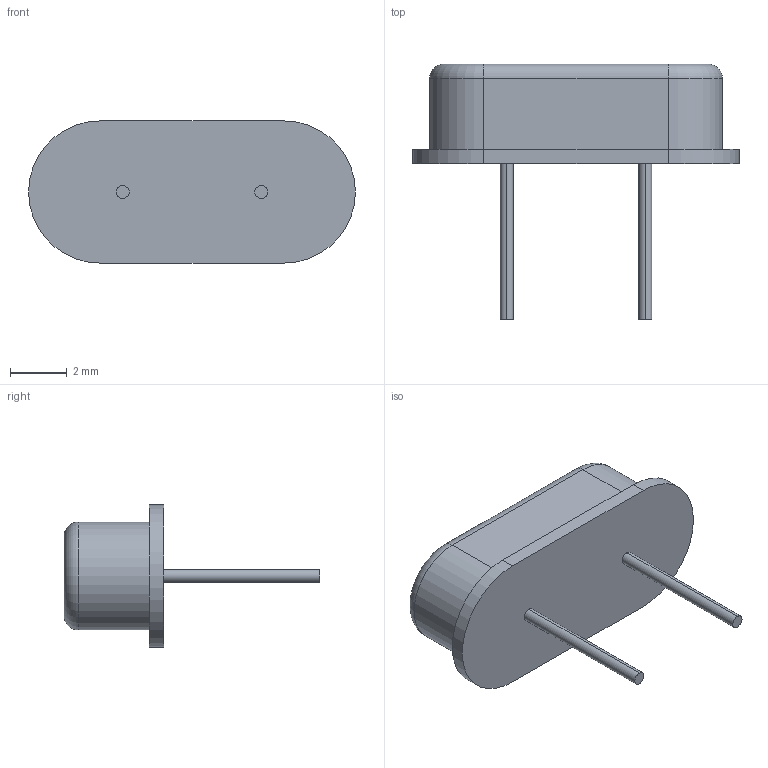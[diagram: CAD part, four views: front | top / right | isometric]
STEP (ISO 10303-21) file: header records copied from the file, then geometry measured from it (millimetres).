
FILE_DESCRIPTION (( 'STEP AP214' ), '1' );
FILE_NAME ('ABLS-8.000MHZ-B2-T.STEP', '2022-02-16T05:12:24', ( '' ), ( '' ), 'SwSTEP 2.0', 'SolidWorks 2018', '' );
FILE_SCHEMA (( 'AUTOMOTIVE_DESIGN' ));
Length unit declared in the file: millimetre
Products named in the file (2): ABLS-8.000MHZ-B2-T
Bounding box: 11.5 x 9 x 5 mm (x, y, z)
Volume: 134.7 mm3; surface area: 203.8 mm2
Topology: 1 solids, 1 shells, 21 faces, 44 edges, 28 vertices
Faces by surface type: cylinder 10, plane 9, torus 2
Entity records: 848 total; most frequent: DIRECTION 112, CARTESIAN_POINT 95, ORIENTED_EDGE 88, AXIS2_PLACEMENT_3D 45, EDGE_CURVE 44, VERTEX_POINT 28, UNCERTAINTY_MEASURE_WITH_UNIT 24, EDGE_LOOP 24
